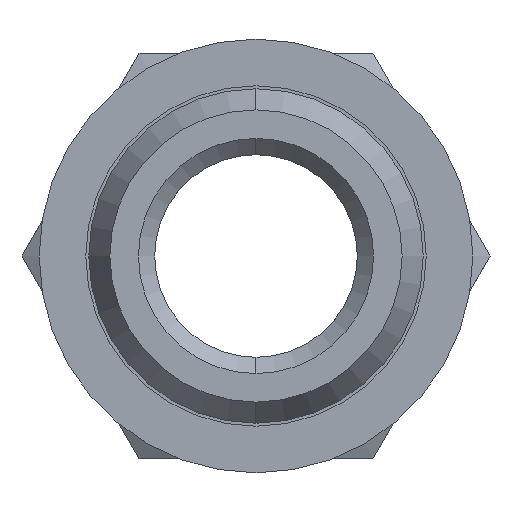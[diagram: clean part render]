
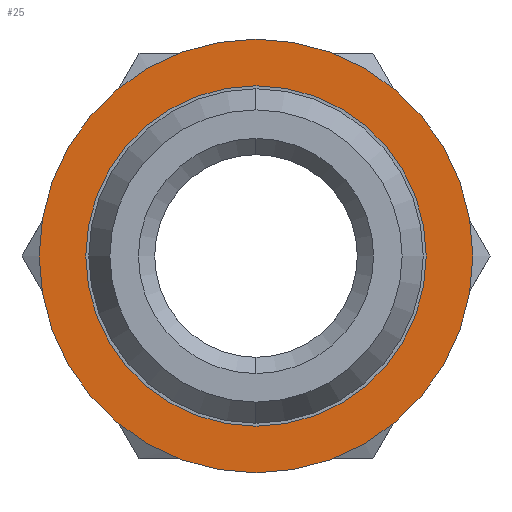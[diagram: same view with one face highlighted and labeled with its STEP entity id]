
A CAD part, front view. The second image highlights one B-rep face of the part: STEP entity #25.
In plain terms, the highlighted planar face has unit normal (0, -1, 0).
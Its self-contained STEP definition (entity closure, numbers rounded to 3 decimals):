
#20 = EDGE_CURVE ( 'NONE', #198, #196, #560, .T. ) ;
#25 = ADVANCED_FACE ( 'NONE', ( #639, #619 ), #638, .T. ) ;
#26 = ORIENTED_EDGE ( 'NONE', *, *, #86, .T. ) ;
#28 = EDGE_LOOP ( 'NONE', ( #29, #168 ) ) ;
#29 = ORIENTED_EDGE ( 'NONE', *, *, #94, .F. ) ;
#86 = EDGE_CURVE ( 'NONE', #90, #96, #2030, .T. ) ;
#90 = VERTEX_POINT ( 'NONE', #2022 ) ;
#94 = EDGE_CURVE ( 'NONE', #196, #198, #2036, .T. ) ;
#96 = VERTEX_POINT ( 'NONE', #2027 ) ;
#168 = ORIENTED_EDGE ( 'NONE', *, *, #20, .F. ) ;
#172 = ORIENTED_EDGE ( 'NONE', *, *, #183, .T. ) ;
#183 = EDGE_CURVE ( 'NONE', #96, #90, #1273, .T. ) ;
#194 = EDGE_LOOP ( 'NONE', ( #26, #172 ) ) ;
#196 = VERTEX_POINT ( 'NONE', #1245 ) ;
#198 = VERTEX_POINT ( 'NONE', #1270 ) ;
#556 = DIRECTION ( 'NONE',  ( 0., 0., -1. ) ) ;
#557 = DIRECTION ( 'NONE',  ( 0., -1., 0. ) ) ;
#558 = CARTESIAN_POINT ( 'NONE',  ( 0., 0., 0. ) ) ;
#559 = AXIS2_PLACEMENT_3D ( 'NONE', #558, #557, #556 ) ;
#560 = CIRCLE ( 'NONE', #559, 8.4 ) ;
#594 = DIRECTION ( 'NONE',  ( 0., -1., 0. ) ) ;
#596 = DIRECTION ( 'NONE',  ( 0., 0., -1. ) ) ;
#601 = AXIS2_PLACEMENT_3D ( 'NONE', #614, #594, #596 ) ;
#614 = CARTESIAN_POINT ( 'NONE',  ( 8.4, 0., 0. ) ) ;
#619 = FACE_BOUND ( 'NONE', #28, .T. ) ;
#638 = PLANE ( 'NONE',  #601 ) ;
#639 = FACE_OUTER_BOUND ( 'NONE', #194, .T. ) ;
#1230 = CARTESIAN_POINT ( 'NONE',  ( 0., 0., 0. ) ) ;
#1231 = AXIS2_PLACEMENT_3D ( 'NONE', #1230, #1234, #1233 ) ;
#1233 = DIRECTION ( 'NONE',  ( 0., 0., -1. ) ) ;
#1234 = DIRECTION ( 'NONE',  ( 0., -1., 0. ) ) ;
#1245 = CARTESIAN_POINT ( 'NONE',  ( 0., 0., -8.4 ) ) ;
#1270 = CARTESIAN_POINT ( 'NONE',  ( 0., 0., 8.4 ) ) ;
#1273 = CIRCLE ( 'NONE', #1231, 10.7 ) ;
#2014 = DIRECTION ( 'NONE',  ( 0., 0., -1. ) ) ;
#2015 = DIRECTION ( 'NONE',  ( 0., -1., 0. ) ) ;
#2016 = CARTESIAN_POINT ( 'NONE',  ( 0., 0., 0. ) ) ;
#2017 = AXIS2_PLACEMENT_3D ( 'NONE', #2016, #2015, #2014 ) ;
#2019 = CARTESIAN_POINT ( 'NONE',  ( 0., 0., 0. ) ) ;
#2022 = CARTESIAN_POINT ( 'NONE',  ( 0., 0., -10.7 ) ) ;
#2027 = CARTESIAN_POINT ( 'NONE',  ( 0., 0., 10.7 ) ) ;
#2028 = DIRECTION ( 'NONE',  ( 0., -1., 0. ) ) ;
#2029 = AXIS2_PLACEMENT_3D ( 'NONE', #2019, #2028, #2043 ) ;
#2030 = CIRCLE ( 'NONE', #2029, 10.7 ) ;
#2036 = CIRCLE ( 'NONE', #2017, 8.4 ) ;
#2043 = DIRECTION ( 'NONE',  ( 0., 0., -1. ) ) ;
